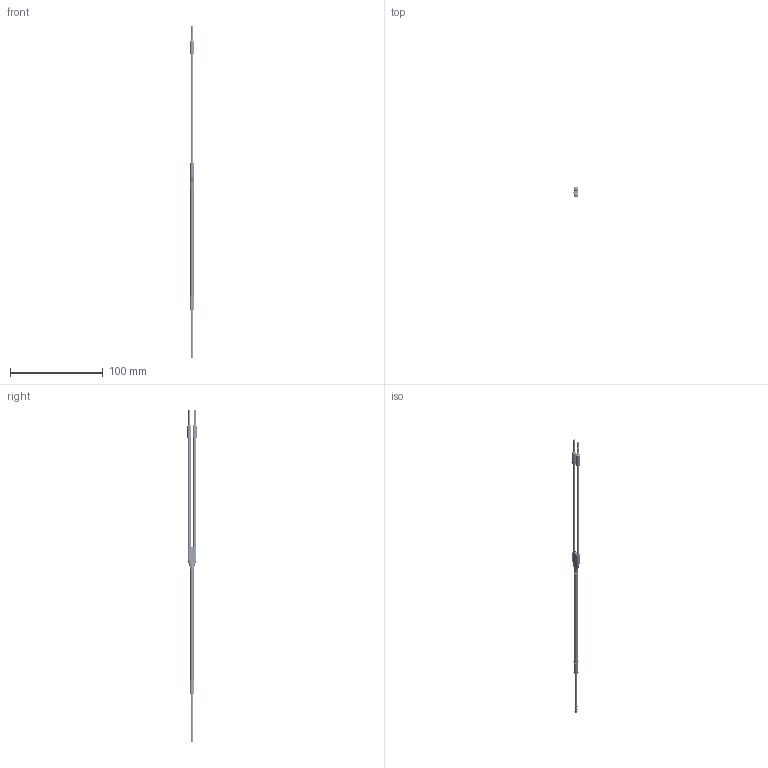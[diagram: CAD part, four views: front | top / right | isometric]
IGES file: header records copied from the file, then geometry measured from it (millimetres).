
Start section:  PTC IGES file: 191570.igs
Global section: file name: 191570.igs; native system: Creo Parametric by Parametric Technology Corporation; preprocessor: 2013230; author: pdmadmin; organization: Unknown; date: 20160217.141353; units: millimetre
Bounding box: 5.96 x 10.29 x 357.71 mm (x, y, z)
Volume: 1856.3 mm3; surface area: 72875.6 mm2
Topology: 14 solids, 14 shells, 2220 faces, 10644 edges, 13515 vertices
Faces by surface type: revolution 1704, bspline 516
